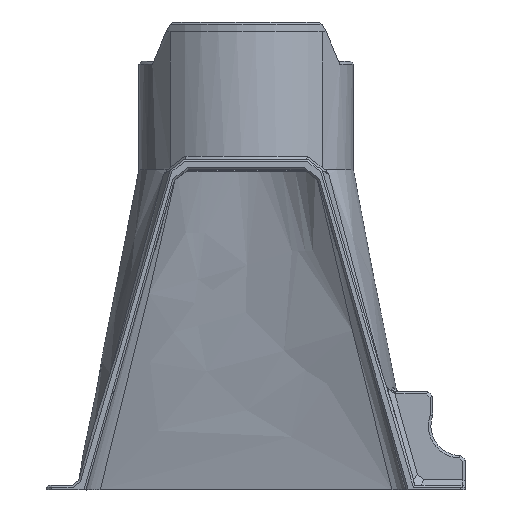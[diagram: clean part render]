
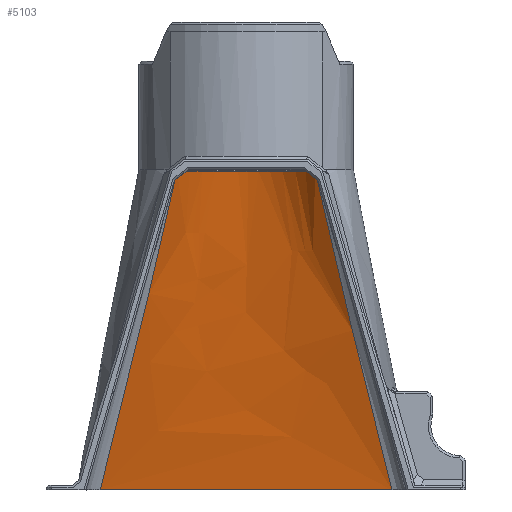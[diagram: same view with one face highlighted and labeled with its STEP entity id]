
A CAD part, left-side view. The second image highlights one B-rep face of the part: STEP entity #5103.
In plain terms, the highlighted free-form (B-spline) face has degree [3, 1] with [18, 2] control points.
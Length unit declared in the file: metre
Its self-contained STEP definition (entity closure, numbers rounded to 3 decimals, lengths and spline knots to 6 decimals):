
#29=B_SPLINE_SURFACE_WITH_KNOTS('',3,1,((#11854,#11855),(#11856,#11857),
(#11858,#11859),(#11860,#11861),(#11862,#11863),(#11864,#11865),(#11866,
#11867),(#11868,#11869),(#11870,#11871),(#11872,#11873),(#11874,#11875),
(#11876,#11877),(#11878,#11879),(#11880,#11881),(#11882,#11883),(#11884,
#11885),(#11886,#11887),(#11888,#11889)),.RULED_SURF.,.F.,.F.,.F.,(4,2,
2,2,2,2,2,2,4),(2,2),(0.,0.125,0.25,0.375,0.5,0.625,0.75,0.875,1.),(0.,
1.),.UNSPECIFIED.);
#384=B_SPLINE_CURVE_WITH_KNOTS('',3,(#11890,#11891,#11892,#11893,#11894,
#11895),.UNSPECIFIED.,.F.,.F.,(4,1,1,4),(0.,0.034531,0.051797,
0.069062),.UNSPECIFIED.);
#385=B_SPLINE_CURVE_WITH_KNOTS('',3,(#11897,#11898,#11899,#11900,#11901,
#11902),.UNSPECIFIED.,.F.,.F.,(4,1,1,4),(0.000298,0.01756,
0.034822,0.069347),.UNSPECIFIED.);
#386=B_SPLINE_CURVE_WITH_KNOTS('',3,(#11904,#11905,#11906,#11907,#11908,
#11909,#11910,#11911,#11912,#11913,#11914,#11915,#11916),.UNSPECIFIED.,
 .F.,.F.,(4,1,1,1,1,1,1,1,1,1,4),(0.,0.125,0.25,0.375,0.4375,0.5,0.5625,
0.625,0.75,0.875,1.),.UNSPECIFIED.);
#981=ORIENTED_EDGE('',*,*,#2569,.F.);
#982=ORIENTED_EDGE('',*,*,#2553,.T.);
#983=ORIENTED_EDGE('',*,*,#2570,.F.);
#984=ORIENTED_EDGE('',*,*,#2571,.F.);
#2553=EDGE_CURVE('',#3331,#3332,#3730,.T.);
#2569=EDGE_CURVE('',#3331,#3347,#384,.T.);
#2570=EDGE_CURVE('',#3348,#3332,#385,.T.);
#2571=EDGE_CURVE('',#3347,#3348,#386,.T.);
#3331=VERTEX_POINT('',#11809);
#3332=VERTEX_POINT('',#11810);
#3347=VERTEX_POINT('',#11896);
#3348=VERTEX_POINT('',#11903);
#3730=LINE('',#11808,#4121);
#4121=VECTOR('',#5858,1.);
#4481=EDGE_LOOP('',(#981,#982,#983,#984));
#4783=FACE_BOUND('',#4481,.T.);
#5103=ADVANCED_FACE('',(#4783),#29,.T.);
#5858=DIRECTION('',(0.,-1.,0.));
#11808=CARTESIAN_POINT('',(0.1375,0.,0.));
#11809=CARTESIAN_POINT('',(0.1375,0.029604,0.));
#11810=CARTESIAN_POINT('',(0.1375,-0.029604,0.));
#11854=CARTESIAN_POINT('',(0.1375,0.0325,0.));
#11855=CARTESIAN_POINT('',(0.118965,0.013965,0.065));
#11856=CARTESIAN_POINT('',(0.1375,0.029792,0.));
#11857=CARTESIAN_POINT('',(0.119879,0.013051,0.065));
#11858=CARTESIAN_POINT('',(0.1375,0.027083,0.));
#11859=CARTESIAN_POINT('',(0.120703,0.012047,0.065));
#11860=CARTESIAN_POINT('',(0.1375,0.021667,0.));
#11861=CARTESIAN_POINT('',(0.12214,0.009898,0.065));
#11862=CARTESIAN_POINT('',(0.1375,0.018958,0.));
#11863=CARTESIAN_POINT('',(0.122752,0.008752,0.065));
#11864=CARTESIAN_POINT('',(0.1375,0.013542,0.));
#11865=CARTESIAN_POINT('',(0.123741,0.006364,0.065));
#11866=CARTESIAN_POINT('',(0.1375,0.010833,0.));
#11867=CARTESIAN_POINT('',(0.124118,0.005121,0.065));
#11868=CARTESIAN_POINT('',(0.1375,0.005417,0.));
#11869=CARTESIAN_POINT('',(0.124623,0.002585,0.065));
#11870=CARTESIAN_POINT('',(0.1375,0.002708,0.));
#11871=CARTESIAN_POINT('',(0.12475,0.001293,0.065));
#11872=CARTESIAN_POINT('',(0.1375,-0.002708,0.));
#11873=CARTESIAN_POINT('',(0.12475,-0.001293,0.065));
#11874=CARTESIAN_POINT('',(0.1375,-0.005417,0.));
#11875=CARTESIAN_POINT('',(0.124623,-0.002585,0.065));
#11876=CARTESIAN_POINT('',(0.1375,-0.010833,0.));
#11877=CARTESIAN_POINT('',(0.124118,-0.005121,0.065));
#11878=CARTESIAN_POINT('',(0.1375,-0.013542,0.));
#11879=CARTESIAN_POINT('',(0.123741,-0.006364,0.065));
#11880=CARTESIAN_POINT('',(0.1375,-0.018958,0.));
#11881=CARTESIAN_POINT('',(0.122752,-0.008752,0.065));
#11882=CARTESIAN_POINT('',(0.1375,-0.021667,0.));
#11883=CARTESIAN_POINT('',(0.12214,-0.009898,0.065));
#11884=CARTESIAN_POINT('',(0.1375,-0.027083,0.));
#11885=CARTESIAN_POINT('',(0.120703,-0.012047,0.065));
#11886=CARTESIAN_POINT('',(0.1375,-0.029792,0.));
#11887=CARTESIAN_POINT('',(0.119879,-0.013051,0.065));
#11888=CARTESIAN_POINT('',(0.1375,-0.0325,0.));
#11889=CARTESIAN_POINT('',(0.118965,-0.013965,0.065));
#11890=CARTESIAN_POINT('',(0.1375,0.029604,0.));
#11891=CARTESIAN_POINT('',(0.134581,0.026845,0.010787));
#11892=CARTESIAN_POINT('',(0.130213,0.022789,0.026991));
#11893=CARTESIAN_POINT('',(0.124152,0.017695,0.048608));
#11894=CARTESIAN_POINT('',(0.12086,0.015275,0.059367));
#11895=CARTESIAN_POINT('',(0.119068,0.014036,0.064696));
#11896=CARTESIAN_POINT('',(0.119068,0.014036,0.064696));
#11897=CARTESIAN_POINT('',(0.119068,-0.014036,0.064696));
#11898=CARTESIAN_POINT('',(0.12086,-0.015275,0.059367));
#11899=CARTESIAN_POINT('',(0.124152,-0.017695,0.048608));
#11900=CARTESIAN_POINT('',(0.130213,-0.022789,0.026991));
#11901=CARTESIAN_POINT('',(0.134581,-0.026845,0.010787));
#11902=CARTESIAN_POINT('',(0.1375,-0.029604,0.));
#11903=CARTESIAN_POINT('',(0.119068,-0.014036,0.064696));
#11904=CARTESIAN_POINT('',(0.119068,0.014036,0.064696));
#11905=CARTESIAN_POINT('',(0.120234,0.012859,0.064681));
#11906=CARTESIAN_POINT('',(0.12214,0.010344,0.064655));
#11907=CARTESIAN_POINT('',(0.123866,0.006529,0.064628));
#11908=CARTESIAN_POINT('',(0.124558,0.003585,0.064614));
#11909=CARTESIAN_POINT('',(0.124794,0.001446,0.064608));
#11910=CARTESIAN_POINT('',(0.124843,0.000005,0.064607));
#11911=CARTESIAN_POINT('',(0.124795,-0.001437,0.064608));
#11912=CARTESIAN_POINT('',(0.12456,-0.003577,0.064614));
#11913=CARTESIAN_POINT('',(0.123868,-0.006524,0.064628));
#11914=CARTESIAN_POINT('',(0.122142,-0.010341,0.064655));
#11915=CARTESIAN_POINT('',(0.120235,-0.012859,0.064681));
#11916=CARTESIAN_POINT('',(0.119068,-0.014036,0.064696));
